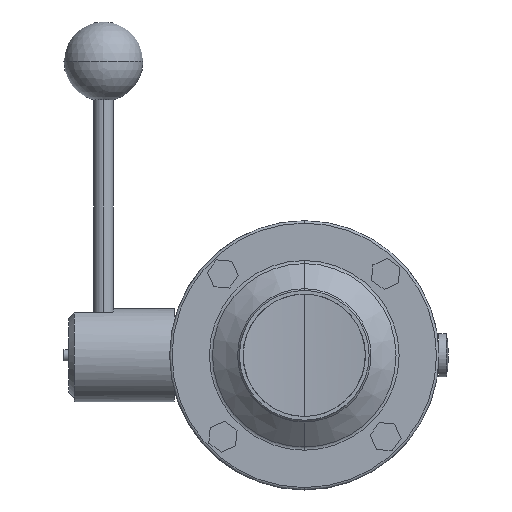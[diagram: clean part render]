
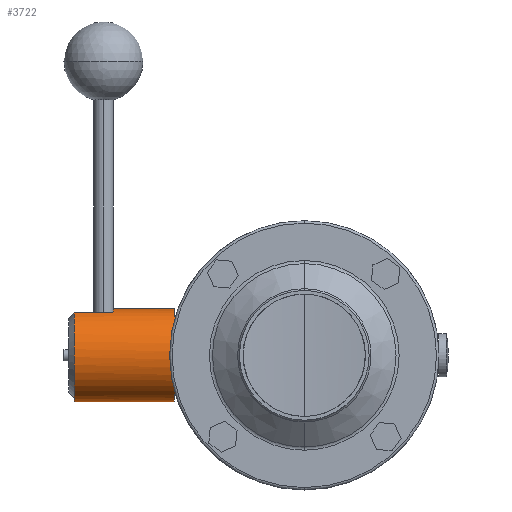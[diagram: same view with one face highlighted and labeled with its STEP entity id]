
A CAD part, left-side view. The second image highlights one B-rep face of the part: STEP entity #3722.
In plain terms, the highlighted cylindrical face has radius 19 mm (diameter 38 mm), a partial arc.
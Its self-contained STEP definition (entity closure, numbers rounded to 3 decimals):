
#51 = CARTESIAN_POINT ( 'NONE',  ( -7.452, 78.577, 17.478 ) ) ;
#118 = CARTESIAN_POINT ( 'NONE',  ( -6.334, 78., 17.913 ) ) ;
#261 = EDGE_CURVE ( 'NONE', #2164, #8860, #6592, .T. ) ;
#301 = CIRCLE ( 'NONE', #7695, 19. ) ;
#418 = DIRECTION ( 'NONE',  ( 0., 1., 0. ) ) ;
#525 = CARTESIAN_POINT ( 'NONE',  ( 0., 94., 19. ) ) ;
#556 = DIRECTION ( 'NONE',  ( 0., 0., 1. ) ) ;
#584 = VERTEX_POINT ( 'NONE', #3969 ) ;
#761 = CARTESIAN_POINT ( 'NONE',  ( 0., 94., -19. ) ) ;
#839 = CARTESIAN_POINT ( 'NONE',  ( -7.554, 78.744, 17.434 ) ) ;
#886 = CARTESIAN_POINT ( 'NONE',  ( -7.037, 78.197, 17.649 ) ) ;
#1105 = CARTESIAN_POINT ( 'NONE',  ( -10.25, 94., -15.998 ) ) ;
#1120 = VERTEX_POINT ( 'NONE', #7946 ) ;
#1188 = VECTOR ( 'NONE', #8681, 1000. ) ;
#1198 = LINE ( 'NONE', #5090, #8479 ) ;
#1221 = CARTESIAN_POINT ( 'NONE',  ( -17.234, 53., 8. ) ) ;
#1432 = DIRECTION ( 'NONE',  ( 0., 1., 0. ) ) ;
#1584 = CARTESIAN_POINT ( 'NONE',  ( -6.957, 78.151, 17.681 ) ) ;
#1711 = VERTEX_POINT ( 'NONE', #8138 ) ;
#1733 = CARTESIAN_POINT ( 'NONE',  ( -17.234, 53., -8. ) ) ;
#1754 = CARTESIAN_POINT ( 'NONE',  ( 0., 53., 19. ) ) ;
#1769 = LINE ( 'NONE', #525, #6761 ) ;
#1773 = CARTESIAN_POINT ( 'NONE',  ( -7.728, 79.302, 17.357 ) ) ;
#1872 = CARTESIAN_POINT ( 'NONE',  ( 0., 78., 0. ) ) ;
#1902 = ORIENTED_EDGE ( 'NONE', *, *, #2497, .F. ) ;
#1956 = EDGE_CURVE ( 'NONE', #5614, #584, #2553, .T. ) ;
#1958 = CARTESIAN_POINT ( 'NONE',  ( 0., 53., 0. ) ) ;
#2087 = EDGE_CURVE ( 'NONE', #2164, #5614, #6875, .T. ) ;
#2164 = VERTEX_POINT ( 'NONE', #118 ) ;
#2180 = DIRECTION ( 'NONE',  ( 0., 1., 0. ) ) ;
#2235 = CARTESIAN_POINT ( 'NONE',  ( -10.25, 49., 15.998 ) ) ;
#2282 = ORIENTED_EDGE ( 'NONE', *, *, #1956, .T. ) ;
#2368 = CARTESIAN_POINT ( 'NONE',  ( -6.787, 78.076, 17.747 ) ) ;
#2376 = EDGE_CURVE ( 'NONE', #9190, #9021, #9297, .T. ) ;
#2462 = CARTESIAN_POINT ( 'NONE',  ( -6.427, 78., 17.88 ) ) ;
#2497 = EDGE_CURVE ( 'NONE', #1120, #584, #5553, .T. ) ;
#2500 = AXIS2_PLACEMENT_3D ( 'NONE', #1958, #6486, #7177 ) ;
#2553 = LINE ( 'NONE', #4224, #3212 ) ;
#2698 = DIRECTION ( 'NONE',  ( 0., -1., 0. ) ) ;
#2770 = CIRCLE ( 'NONE', #9542, 19. ) ;
#2793 = VERTEX_POINT ( 'NONE', #3664 ) ;
#2919 = CIRCLE ( 'NONE', #4171, 19. ) ;
#3059 = CARTESIAN_POINT ( 'NONE',  ( -7.728, 79.5, 17.357 ) ) ;
#3086 = VERTEX_POINT ( 'NONE', #1733 ) ;
#3133 = VERTEX_POINT ( 'NONE', #7291 ) ;
#3211 = CARTESIAN_POINT ( 'NONE',  ( -10.25, 53., -15.998 ) ) ;
#3212 = VECTOR ( 'NONE', #7239, 1000. ) ;
#3664 = CARTESIAN_POINT ( 'NONE',  ( -10.25, 49., -15.998 ) ) ;
#3722 = ADVANCED_FACE ( 'NONE', ( #5676 ), #7753, .T. ) ;
#3946 = EDGE_CURVE ( 'NONE', #2793, #8575, #5259, .T. ) ;
#3965 = ORIENTED_EDGE ( 'NONE', *, *, #4784, .T. ) ;
#3969 = CARTESIAN_POINT ( 'NONE',  ( -7.728, 94., 17.357 ) ) ;
#4036 = CARTESIAN_POINT ( 'NONE',  ( -7.188, 78.306, 17.588 ) ) ;
#4158 = AXIS2_PLACEMENT_3D ( 'NONE', #7849, #6366, #5534 ) ;
#4171 = AXIS2_PLACEMENT_3D ( 'NONE', #5862, #5763, #8088 ) ;
#4224 = CARTESIAN_POINT ( 'NONE',  ( -7.728, 94., 17.357 ) ) ;
#4226 = VECTOR ( 'NONE', #8698, 1000. ) ;
#4260 = EDGE_CURVE ( 'NONE', #3133, #5289, #2919, .T. ) ;
#4330 = CARTESIAN_POINT ( 'NONE',  ( -17.234, 94., -8. ) ) ;
#4350 = DIRECTION ( 'NONE',  ( 0., 0., 1. ) ) ;
#4437 = DIRECTION ( 'NONE',  ( 0., 0., 1. ) ) ;
#4462 = LINE ( 'NONE', #761, #7536 ) ;
#4689 = ORIENTED_EDGE ( 'NONE', *, *, #261, .F. ) ;
#4731 = CARTESIAN_POINT ( 'NONE',  ( -7.728, 79.5, 17.357 ) ) ;
#4784 = EDGE_CURVE ( 'NONE', #8575, #3086, #7240, .T. ) ;
#4924 = AXIS2_PLACEMENT_3D ( 'NONE', #8063, #6523, #9595 ) ;
#4942 = ORIENTED_EDGE ( 'NONE', *, *, #8655, .F. ) ;
#4966 = ORIENTED_EDGE ( 'NONE', *, *, #9018, .T. ) ;
#5043 = ORIENTED_EDGE ( 'NONE', *, *, #2087, .T. ) ;
#5090 = CARTESIAN_POINT ( 'NONE',  ( -17.234, 94., 8. ) ) ;
#5092 = EDGE_CURVE ( 'NONE', #1711, #9190, #2770, .T. ) ;
#5160 = DIRECTION ( 'NONE',  ( 0., 1., 0. ) ) ;
#5259 = CIRCLE ( 'NONE', #7629, 19. ) ;
#5284 = ORIENTED_EDGE ( 'NONE', *, *, #5996, .T. ) ;
#5289 = VERTEX_POINT ( 'NONE', #3211 ) ;
#5368 = CARTESIAN_POINT ( 'NONE',  ( -7.692, 79.105, 17.374 ) ) ;
#5534 = DIRECTION ( 'NONE',  ( 0., 0., -1. ) ) ;
#5553 = CIRCLE ( 'NONE', #4924, 19. ) ;
#5614 = VERTEX_POINT ( 'NONE', #3059 ) ;
#5676 = FACE_OUTER_BOUND ( 'NONE', #7003, .T. ) ;
#5763 = DIRECTION ( 'NONE',  ( 0., 1., 0. ) ) ;
#5843 = ORIENTED_EDGE ( 'NONE', *, *, #2376, .T. ) ;
#5862 = CARTESIAN_POINT ( 'NONE',  ( 0., 53., 0. ) ) ;
#5996 = EDGE_CURVE ( 'NONE', #3086, #9261, #7390, .T. ) ;
#6216 = VERTEX_POINT ( 'NONE', #1754 ) ;
#6366 = DIRECTION ( 'NONE',  ( 0., -1., 0. ) ) ;
#6463 = ORIENTED_EDGE ( 'NONE', *, *, #3946, .T. ) ;
#6486 = DIRECTION ( 'NONE',  ( 0., 1., 0. ) ) ;
#6523 = DIRECTION ( 'NONE',  ( 0., 1., 0. ) ) ;
#6592 = CIRCLE ( 'NONE', #6740, 19. ) ;
#6606 = CARTESIAN_POINT ( 'NONE',  ( 0., 53., 0. ) ) ;
#6740 = AXIS2_PLACEMENT_3D ( 'NONE', #1872, #5160, #8628 ) ;
#6761 = VECTOR ( 'NONE', #2698, 1000. ) ;
#6838 = ORIENTED_EDGE ( 'NONE', *, *, #5092, .T. ) ;
#6855 = ORIENTED_EDGE ( 'NONE', *, *, #9674, .T. ) ;
#6875 = B_SPLINE_CURVE_WITH_KNOTS ( 'NONE', 3,
 ( #6894, #2462, #8533, #9131, #2368, #1584, #886, #4036, #7590, #51, #839, #5368, #1773, #4731 ),
 .UNSPECIFIED., .F., .F.,
 ( 4, 2, 2, 2, 2, 2, 4 ),
 ( 0., 0., 0.001, 0.001, 0.001, 0.002, 0.002 ),
 .UNSPECIFIED. ) ;
#6894 = CARTESIAN_POINT ( 'NONE',  ( -6.334, 78., 17.913 ) ) ;
#7003 = EDGE_LOOP ( 'NONE', ( #4942, #4689, #5043, #2282, #1902, #7272, #9357, #7728, #6463, #3965, #5284, #4966, #6838, #5843, #6855 ) ) ;
#7073 = CARTESIAN_POINT ( 'NONE',  ( -10.25, 94., 15.998 ) ) ;
#7177 = DIRECTION ( 'NONE',  ( 0., 0., 1. ) ) ;
#7206 = LINE ( 'NONE', #1105, #4226 ) ;
#7239 = DIRECTION ( 'NONE',  ( 0., 1., 0. ) ) ;
#7240 = LINE ( 'NONE', #4330, #1188 ) ;
#7272 = ORIENTED_EDGE ( 'NONE', *, *, #7434, .T. ) ;
#7291 = CARTESIAN_POINT ( 'NONE',  ( 0., 53., -19. ) ) ;
#7306 = CARTESIAN_POINT ( 'NONE',  ( 0., 49., 0. ) ) ;
#7390 = CIRCLE ( 'NONE', #2500, 19. ) ;
#7434 = EDGE_CURVE ( 'NONE', #1120, #3133, #4462, .T. ) ;
#7536 = VECTOR ( 'NONE', #7563, 1000. ) ;
#7563 = DIRECTION ( 'NONE',  ( 0., -1., 0. ) ) ;
#7590 = CARTESIAN_POINT ( 'NONE',  ( -7.26, 78.369, 17.558 ) ) ;
#7629 = AXIS2_PLACEMENT_3D ( 'NONE', #7306, #2180, #556 ) ;
#7695 = AXIS2_PLACEMENT_3D ( 'NONE', #6606, #1432, #4437 ) ;
#7728 = ORIENTED_EDGE ( 'NONE', *, *, #7806, .T. ) ;
#7753 = CYLINDRICAL_SURFACE ( 'NONE', #4158, 19. ) ;
#7806 = EDGE_CURVE ( 'NONE', #5289, #2793, #7206, .T. ) ;
#7849 = CARTESIAN_POINT ( 'NONE',  ( 0., 94., 0. ) ) ;
#7854 = CARTESIAN_POINT ( 'NONE',  ( 0., 78., 19. ) ) ;
#7946 = CARTESIAN_POINT ( 'NONE',  ( 0., 94., -19. ) ) ;
#8063 = CARTESIAN_POINT ( 'NONE',  ( 0., 94., 0. ) ) ;
#8088 = DIRECTION ( 'NONE',  ( 0., 0., 1. ) ) ;
#8101 = VECTOR ( 'NONE', #418, 1000. ) ;
#8106 = DIRECTION ( 'NONE',  ( 0., -1., 0. ) ) ;
#8138 = CARTESIAN_POINT ( 'NONE',  ( -17.234, 49., 8. ) ) ;
#8479 = VECTOR ( 'NONE', #8106, 1000. ) ;
#8533 = CARTESIAN_POINT ( 'NONE',  ( -6.519, 78.01, 17.847 ) ) ;
#8575 = VERTEX_POINT ( 'NONE', #8870 ) ;
#8628 = DIRECTION ( 'NONE',  ( -1., 0., 0. ) ) ;
#8655 = EDGE_CURVE ( 'NONE', #8860, #6216, #1769, .T. ) ;
#8681 = DIRECTION ( 'NONE',  ( 0., 1., 0. ) ) ;
#8698 = DIRECTION ( 'NONE',  ( 0., -1., 0. ) ) ;
#8860 = VERTEX_POINT ( 'NONE', #7854 ) ;
#8870 = CARTESIAN_POINT ( 'NONE',  ( -17.234, 49., -8. ) ) ;
#9018 = EDGE_CURVE ( 'NONE', #9261, #1711, #1198, .T. ) ;
#9021 = VERTEX_POINT ( 'NONE', #9586 ) ;
#9131 = CARTESIAN_POINT ( 'NONE',  ( -6.698, 78.048, 17.78 ) ) ;
#9190 = VERTEX_POINT ( 'NONE', #2235 ) ;
#9261 = VERTEX_POINT ( 'NONE', #1221 ) ;
#9297 = LINE ( 'NONE', #7073, #8101 ) ;
#9357 = ORIENTED_EDGE ( 'NONE', *, *, #4260, .T. ) ;
#9542 = AXIS2_PLACEMENT_3D ( 'NONE', #9727, #9686, #4350 ) ;
#9586 = CARTESIAN_POINT ( 'NONE',  ( -10.25, 53., 15.998 ) ) ;
#9595 = DIRECTION ( 'NONE',  ( 0., 0., 1. ) ) ;
#9674 = EDGE_CURVE ( 'NONE', #9021, #6216, #301, .T. ) ;
#9686 = DIRECTION ( 'NONE',  ( 0., 1., 0. ) ) ;
#9727 = CARTESIAN_POINT ( 'NONE',  ( 0., 49., 0. ) ) ;
